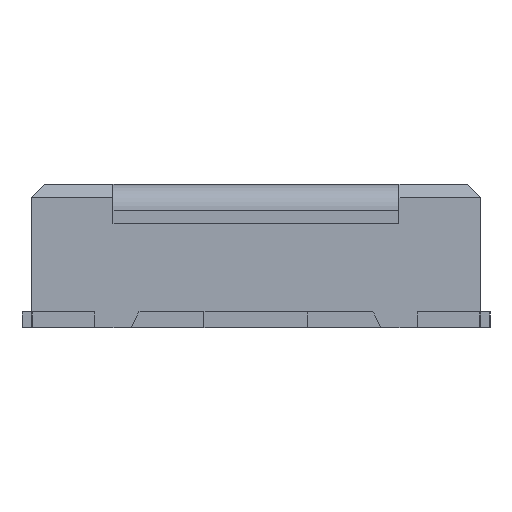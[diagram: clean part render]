
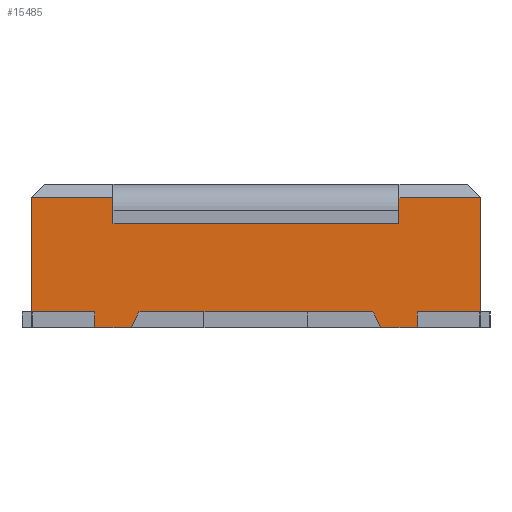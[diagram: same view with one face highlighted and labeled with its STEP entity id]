
A CAD part, left-side view. The second image highlights one B-rep face of the part: STEP entity #15485.
In plain terms, the highlighted planar face has unit normal (-1, 0, 0).
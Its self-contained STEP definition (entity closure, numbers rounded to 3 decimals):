
#338=DIRECTION('',(0.,0.,-1.));
#339=VECTOR('',#338,0.44);
#340=CARTESIAN_POINT('',(-6.705,0.865,0.5));
#341=LINE('',#340,#339);
#702=DIRECTION('',(0.,0.,1.));
#703=VECTOR('',#702,0.44);
#704=CARTESIAN_POINT('',(-6.705,-0.865,0.06));
#705=LINE('',#704,#703);
#2994=DIRECTION('',(0.,1.,0.));
#2995=VECTOR('',#2994,0.315);
#2996=CARTESIAN_POINT('',(-6.705,-0.865,0.5));
#2997=LINE('',#2996,#2995);
#3002=DIRECTION('',(0.,0.,-1.));
#3003=VECTOR('',#3002,0.1);
#3004=CARTESIAN_POINT('',(-6.705,-0.55,0.5));
#3005=LINE('',#3004,#3003);
#3015=DIRECTION('',(0.,0.,-1.));
#3016=VECTOR('',#3015,0.06);
#3017=CARTESIAN_POINT('',(-6.705,-0.62,0.06));
#3018=LINE('',#3017,#3016);
#3019=DIRECTION('',(0.,1.,0.));
#3020=VECTOR('',#3019,0.14);
#3021=CARTESIAN_POINT('',(-6.705,-0.62,0.));
#3022=LINE('',#3021,#3020);
#3023=DIRECTION('',(0.,0.447,0.894));
#3024=VECTOR('',#3023,0.067);
#3025=CARTESIAN_POINT('',(-6.705,-0.48,0.));
#3026=LINE('',#3025,#3024);
#3027=DIRECTION('',(0.,1.,0.));
#3028=VECTOR('',#3027,0.4);
#3029=CARTESIAN_POINT('',(-6.705,-0.2,0.06));
#3030=LINE('',#3029,#3028);
#3031=DIRECTION('',(0.,0.447,-0.894));
#3032=VECTOR('',#3031,0.067);
#3033=CARTESIAN_POINT('',(-6.705,0.45,0.06));
#3034=LINE('',#3033,#3032);
#3035=DIRECTION('',(0.,1.,0.));
#3036=VECTOR('',#3035,0.14);
#3037=CARTESIAN_POINT('',(-6.705,0.48,0.));
#3038=LINE('',#3037,#3036);
#3039=DIRECTION('',(0.,1.,0.));
#3040=VECTOR('',#3039,0.245);
#3041=CARTESIAN_POINT('',(-6.705,0.62,0.06));
#3042=LINE('',#3041,#3040);
#3043=DIRECTION('',(0.,-1.,0.));
#3044=VECTOR('',#3043,0.245);
#3045=CARTESIAN_POINT('',(-6.705,-0.62,0.06));
#3046=LINE('',#3045,#3044);
#3096=DIRECTION('',(0.,-1.,0.));
#3097=VECTOR('',#3096,0.25);
#3098=CARTESIAN_POINT('',(-6.705,0.45,0.06));
#3099=LINE('',#3098,#3097);
#3108=DIRECTION('',(0.,-1.,0.));
#3109=VECTOR('',#3108,0.25);
#3110=CARTESIAN_POINT('',(-6.705,-0.2,0.06));
#3111=LINE('',#3110,#3109);
#3166=DIRECTION('',(0.,0.,-1.));
#3167=VECTOR('',#3166,0.06);
#3168=CARTESIAN_POINT('',(-6.705,0.62,0.06));
#3169=LINE('',#3168,#3167);
#3203=DIRECTION('',(0.,1.,0.));
#3204=VECTOR('',#3203,0.315);
#3205=CARTESIAN_POINT('',(-6.705,0.55,0.5));
#3206=LINE('',#3205,#3204);
#3216=DIRECTION('',(0.,0.,1.));
#3217=VECTOR('',#3216,0.1);
#3218=CARTESIAN_POINT('',(-6.705,0.55,0.4));
#3219=LINE('',#3218,#3217);
#3859=DIRECTION('',(0.,1.,0.));
#3860=VECTOR('',#3859,1.1);
#3861=CARTESIAN_POINT('',(-6.705,-0.55,0.4));
#3862=LINE('',#3861,#3860);
#10565=CARTESIAN_POINT('',(-6.705,0.865,0.5));
#10566=VERTEX_POINT('',#10565);
#10567=CARTESIAN_POINT('',(-6.705,0.865,0.06));
#10568=VERTEX_POINT('',#10567);
#10687=CARTESIAN_POINT('',(-6.705,0.62,0.));
#10688=VERTEX_POINT('',#10687);
#10689=CARTESIAN_POINT('',(-6.705,0.48,0.));
#10690=VERTEX_POINT('',#10689);
#10695=CARTESIAN_POINT('',(-6.705,-0.48,0.));
#10696=VERTEX_POINT('',#10695);
#10697=CARTESIAN_POINT('',(-6.705,-0.62,0.));
#10698=VERTEX_POINT('',#10697);
#10801=CARTESIAN_POINT('',(-6.705,-0.865,0.06));
#10802=VERTEX_POINT('',#10801);
#10803=CARTESIAN_POINT('',(-6.705,-0.865,0.5));
#10804=VERTEX_POINT('',#10803);
#11263=CARTESIAN_POINT('',(-6.705,-0.55,0.5));
#11265=VERTEX_POINT('',#11263);
#11266=CARTESIAN_POINT('',(-6.705,-0.55,0.4));
#11267=VERTEX_POINT('',#11266);
#11274=CARTESIAN_POINT('',(-6.705,-0.62,0.06));
#11275=VERTEX_POINT('',#11274);
#11276=CARTESIAN_POINT('',(-6.705,-0.45,0.06));
#11277=VERTEX_POINT('',#11276);
#11278=CARTESIAN_POINT('',(-6.705,-0.2,0.06));
#11279=VERTEX_POINT('',#11278);
#11280=CARTESIAN_POINT('',(-6.705,0.2,0.06));
#11281=VERTEX_POINT('',#11280);
#11282=CARTESIAN_POINT('',(-6.705,0.45,0.06));
#11283=VERTEX_POINT('',#11282);
#11284=CARTESIAN_POINT('',(-6.705,0.62,0.06));
#11285=VERTEX_POINT('',#11284);
#11286=CARTESIAN_POINT('',(-6.705,0.55,0.5));
#11287=VERTEX_POINT('',#11286);
#11288=CARTESIAN_POINT('',(-6.705,0.55,0.4));
#11289=VERTEX_POINT('',#11288);
#15448=CARTESIAN_POINT('',(-6.705,0.,0.));
#15449=DIRECTION('',(-1.,0.,0.));
#15450=DIRECTION('',(0.,-1.,0.));
#15451=AXIS2_PLACEMENT_3D('',#15448,#15449,#15450);
#15452=PLANE('',#15451);
#15453=ORIENTED_EDGE('',*,*,#12461,.F.);
#15455=ORIENTED_EDGE('',*,*,#15454,.F.);
#15457=ORIENTED_EDGE('',*,*,#15456,.T.);
#15458=ORIENTED_EDGE('',*,*,#12326,.T.);
#15460=ORIENTED_EDGE('',*,*,#15459,.T.);
#15462=ORIENTED_EDGE('',*,*,#15461,.F.);
#15464=ORIENTED_EDGE('',*,*,#15463,.T.);
#15466=ORIENTED_EDGE('',*,*,#15465,.F.);
#15468=ORIENTED_EDGE('',*,*,#15467,.T.);
#15469=ORIENTED_EDGE('',*,*,#12318,.T.);
#15471=ORIENTED_EDGE('',*,*,#15470,.F.);
#15473=ORIENTED_EDGE('',*,*,#15472,.T.);
#15474=ORIENTED_EDGE('',*,*,#12167,.F.);
#15476=ORIENTED_EDGE('',*,*,#15475,.F.);
#15478=ORIENTED_EDGE('',*,*,#15477,.F.);
#15480=ORIENTED_EDGE('',*,*,#15479,.F.);
#15481=ORIENTED_EDGE('',*,*,#15435,.F.);
#15482=ORIENTED_EDGE('',*,*,#15424,.F.);
#15483=EDGE_LOOP('',(#15453,#15455,#15457,#15458,#15460,#15462,#15464,#15466,
#15468,#15469,#15471,#15473,#15474,#15476,#15478,#15480,#15481,#15482));
#15484=FACE_OUTER_BOUND('',#15483,.F.);
#12167=EDGE_CURVE('',#10566,#10568,#341,.T.);
#12318=EDGE_CURVE('',#10690,#10688,#3038,.T.);
#12326=EDGE_CURVE('',#10698,#10696,#3022,.T.);
#12461=EDGE_CURVE('',#10802,#10804,#705,.T.);
#15424=EDGE_CURVE('',#10804,#11265,#2997,.T.);
#15435=EDGE_CURVE('',#11265,#11267,#3005,.T.);
#15454=EDGE_CURVE('',#11275,#10802,#3046,.T.);
#15456=EDGE_CURVE('',#11275,#10698,#3018,.T.);
#15459=EDGE_CURVE('',#10696,#11277,#3026,.T.);
#15461=EDGE_CURVE('',#11279,#11277,#3111,.T.);
#15463=EDGE_CURVE('',#11279,#11281,#3030,.T.);
#15465=EDGE_CURVE('',#11283,#11281,#3099,.T.);
#15467=EDGE_CURVE('',#11283,#10690,#3034,.T.);
#15470=EDGE_CURVE('',#11285,#10688,#3169,.T.);
#15472=EDGE_CURVE('',#11285,#10568,#3042,.T.);
#15475=EDGE_CURVE('',#11287,#10566,#3206,.T.);
#15477=EDGE_CURVE('',#11289,#11287,#3219,.T.);
#15479=EDGE_CURVE('',#11267,#11289,#3862,.T.);
#15485=ADVANCED_FACE('',(#15484),#15452,.T.);
